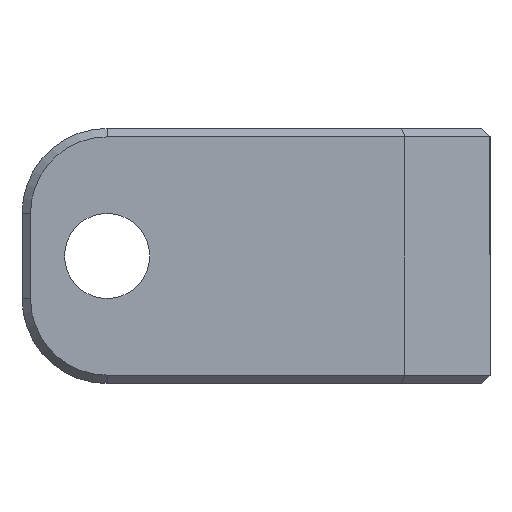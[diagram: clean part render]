
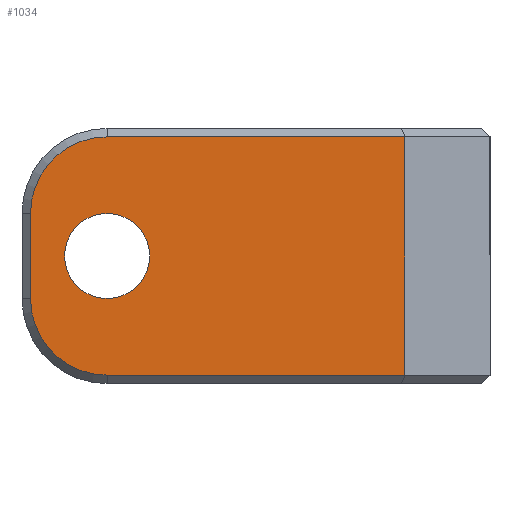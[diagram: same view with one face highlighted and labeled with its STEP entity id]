
A CAD part, left-side view. The second image highlights one B-rep face of the part: STEP entity #1034.
In plain terms, the highlighted planar face has unit normal (-1, 0, 0).
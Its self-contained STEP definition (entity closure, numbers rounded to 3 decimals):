
#16 = LINE ( 'NONE', #43, #879 ) ;
#39 = EDGE_CURVE ( 'NONE', #928, #365, #775, .T. ) ;
#43 = CARTESIAN_POINT ( 'NONE',  ( -40., 5., -14. ) ) ;
#45 = AXIS2_PLACEMENT_3D ( 'NONE', #519, #351, #1476 ) ;
#66 = CIRCLE ( 'NONE', #1431, 5. ) ;
#105 = LINE ( 'NONE', #886, #181 ) ;
#129 = VERTEX_POINT ( 'NONE', #1366 ) ;
#159 = EDGE_CURVE ( 'NONE', #1149, #1360, #105, .T. ) ;
#167 = EDGE_CURVE ( 'NONE', #1360, #912, #1199, .T. ) ;
#181 = VECTOR ( 'NONE', #968, 1000. ) ;
#185 = LINE ( 'NONE', #1039, #443 ) ;
#188 = DIRECTION ( 'NONE',  ( 0., 0., -1. ) ) ;
#198 = AXIS2_PLACEMENT_3D ( 'NONE', #706, #1122, #916 ) ;
#202 = DIRECTION ( 'NONE',  ( 0., 0., 1. ) ) ;
#237 = EDGE_CURVE ( 'NONE', #129, #1206, #16, .T. ) ;
#253 = CARTESIAN_POINT ( 'NONE',  ( -40., 10., 14. ) ) ;
#259 = DIRECTION ( 'NONE',  ( -1., 0., 0. ) ) ;
#260 = ORIENTED_EDGE ( 'NONE', *, *, #39, .F. ) ;
#340 = ORIENTED_EDGE ( 'NONE', *, *, #1338, .T. ) ;
#351 = DIRECTION ( 'NONE',  ( -1., 0., 0. ) ) ;
#365 = VERTEX_POINT ( 'NONE', #691 ) ;
#401 = EDGE_CURVE ( 'NONE', #472, #129, #527, .T. ) ;
#412 = CARTESIAN_POINT ( 'NONE',  ( -40., 45., 5. ) ) ;
#443 = VECTOR ( 'NONE', #795, 1000. ) ;
#450 = CARTESIAN_POINT ( 'NONE',  ( -40., 45., 0. ) ) ;
#462 = EDGE_CURVE ( 'NONE', #912, #472, #805, .T. ) ;
#472 = VERTEX_POINT ( 'NONE', #747 ) ;
#519 = CARTESIAN_POINT ( 'NONE',  ( -40., 45., 0. ) ) ;
#527 = CIRCLE ( 'NONE', #198, 9. ) ;
#529 = FACE_OUTER_BOUND ( 'NONE', #810, .T. ) ;
#624 = ORIENTED_EDGE ( 'NONE', *, *, #167, .T. ) ;
#691 = CARTESIAN_POINT ( 'NONE',  ( -40., 45., 5. ) ) ;
#706 = CARTESIAN_POINT ( 'NONE',  ( -40., 45., -5. ) ) ;
#729 = ORIENTED_EDGE ( 'NONE', *, *, #159, .T. ) ;
#747 = CARTESIAN_POINT ( 'NONE',  ( -40., 54., -5. ) ) ;
#758 = VECTOR ( 'NONE', #188, 1000. ) ;
#773 = CARTESIAN_POINT ( 'NONE',  ( -40., 45., -5. ) ) ;
#775 = CIRCLE ( 'NONE', #45, 5. ) ;
#795 = DIRECTION ( 'NONE',  ( 0., 0., 1. ) ) ;
#805 = LINE ( 'NONE', #1030, #758 ) ;
#810 = EDGE_LOOP ( 'NONE', ( #1314, #1042, #340, #729, #624, #848 ) ) ;
#831 = CARTESIAN_POINT ( 'NONE',  ( -40., 5., 15. ) ) ;
#837 = FACE_BOUND ( 'NONE', #873, .T. ) ;
#842 = CARTESIAN_POINT ( 'NONE',  ( -40., 45., 14. ) ) ;
#848 = ORIENTED_EDGE ( 'NONE', *, *, #462, .T. ) ;
#873 = EDGE_LOOP ( 'NONE', ( #1451, #260 ) ) ;
#879 = VECTOR ( 'NONE', #1251, 1000. ) ;
#886 = CARTESIAN_POINT ( 'NONE',  ( -40., 5., 14. ) ) ;
#912 = VERTEX_POINT ( 'NONE', #1364 ) ;
#916 = DIRECTION ( 'NONE',  ( 0., 0., -1. ) ) ;
#928 = VERTEX_POINT ( 'NONE', #773 ) ;
#961 = DIRECTION ( 'NONE',  ( -1., 0., 0. ) ) ;
#968 = DIRECTION ( 'NONE',  ( 0., 1., 0. ) ) ;
#1014 = EDGE_CURVE ( 'NONE', #365, #928, #66, .T. ) ;
#1030 = CARTESIAN_POINT ( 'NONE',  ( -40., 54., -5. ) ) ;
#1034 = ADVANCED_FACE ( 'NONE', ( #837, #529 ), #1464, .F. ) ;
#1039 = CARTESIAN_POINT ( 'NONE',  ( -40., 10., 15. ) ) ;
#1042 = ORIENTED_EDGE ( 'NONE', *, *, #237, .T. ) ;
#1092 = CARTESIAN_POINT ( 'NONE',  ( -40., 10., -14. ) ) ;
#1101 = DIRECTION ( 'NONE',  ( 0., 0., -1. ) ) ;
#1122 = DIRECTION ( 'NONE',  ( -1., 0., 0. ) ) ;
#1149 = VERTEX_POINT ( 'NONE', #253 ) ;
#1191 = AXIS2_PLACEMENT_3D ( 'NONE', #412, #259, #1306 ) ;
#1199 = CIRCLE ( 'NONE', #1191, 9. ) ;
#1206 = VERTEX_POINT ( 'NONE', #1092 ) ;
#1251 = DIRECTION ( 'NONE',  ( 0., -1., 0. ) ) ;
#1306 = DIRECTION ( 'NONE',  ( 0., 0., -1. ) ) ;
#1314 = ORIENTED_EDGE ( 'NONE', *, *, #401, .T. ) ;
#1338 = EDGE_CURVE ( 'NONE', #1206, #1149, #185, .T. ) ;
#1360 = VERTEX_POINT ( 'NONE', #842 ) ;
#1364 = CARTESIAN_POINT ( 'NONE',  ( -40., 54., 5. ) ) ;
#1366 = CARTESIAN_POINT ( 'NONE',  ( -40., 45., -14. ) ) ;
#1405 = DIRECTION ( 'NONE',  ( 1., 0., 0. ) ) ;
#1431 = AXIS2_PLACEMENT_3D ( 'NONE', #450, #961, #202 ) ;
#1451 = ORIENTED_EDGE ( 'NONE', *, *, #1014, .F. ) ;
#1464 = PLANE ( 'NONE',  #1474 ) ;
#1474 = AXIS2_PLACEMENT_3D ( 'NONE', #831, #1405, #1101 ) ;
#1476 = DIRECTION ( 'NONE',  ( 0., 0., 1. ) ) ;
